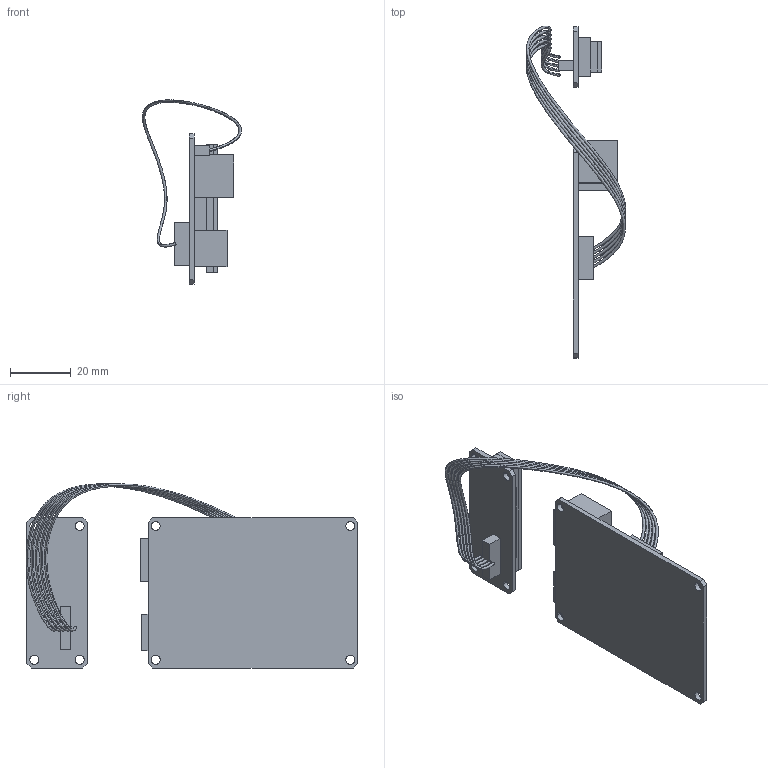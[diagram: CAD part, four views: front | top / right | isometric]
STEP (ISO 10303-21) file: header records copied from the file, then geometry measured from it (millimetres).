
FILE_DESCRIPTION((''),'2;1');
FILE_NAME('100011_02','2018-02-23T',('zkm'),(''),'PRO/ENGINEER BY PARAMETRIC TECHNOLOGY CORPORATION, 2004110','PRO/ENGINEER BY PARAMETRIC TECHNOLOGY CORPORATION, 2004110','');
FILE_SCHEMA(('CONFIG_CONTROL_DESIGN'));
Length unit declared in the file: millimetre
Products named in the file (1): 100011_02
Bounding box: 32.62 x 109.13 x 60.6 mm (x, y, z)
Volume: 13138 mm3; surface area: 16640.6 mm2
Topology: 2 solids, 12 shells, 98 faces, 260 edges, 172 vertices
Faces by surface type: plane 62, cylinder 18, bspline 18
Entity records: 9479 total; most frequent: CARTESIAN_POINT 7119, ORIENTED_EDGE 480, DIRECTION 404, EDGE_CURVE 260, VERTEX_POINT 172, VECTOR 170, LINE 170, EDGE_LOOP 119
